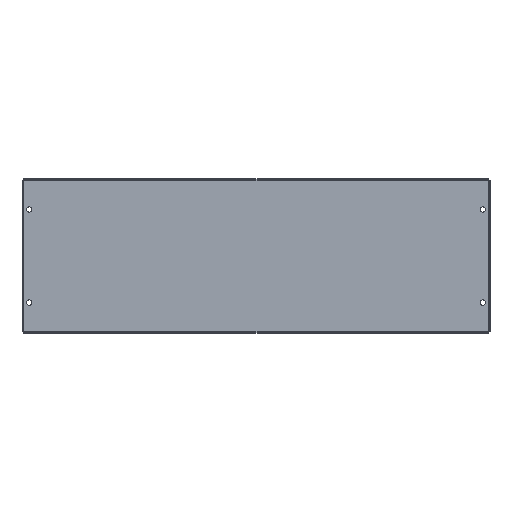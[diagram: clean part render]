
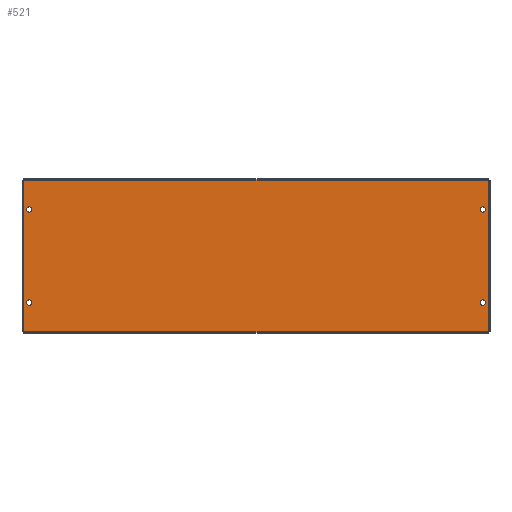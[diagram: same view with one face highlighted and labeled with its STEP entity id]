
A CAD part, top view. The second image highlights one B-rep face of the part: STEP entity #521.
In plain terms, the highlighted planar face has unit normal (0, 0, 1).
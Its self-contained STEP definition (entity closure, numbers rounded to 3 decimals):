
#3 = EDGE_CURVE ( 'NONE', #952, #21, #714, .T. ) ;
#6 = VECTOR ( 'NONE', #1103, 1000. ) ;
#10 = AXIS2_PLACEMENT_3D ( 'NONE', #792, #873, #592 ) ;
#21 = VERTEX_POINT ( 'NONE', #962 ) ;
#84 = CIRCLE ( 'NONE', #10, 3.25 ) ;
#127 = CARTESIAN_POINT ( 'NONE',  ( 561.85, 35.75, 0. ) ) ;
#131 = ORIENTED_EDGE ( 'NONE', *, *, #805, .T. ) ;
#135 = VECTOR ( 'NONE', #663, 1000. ) ;
#139 = CARTESIAN_POINT ( 'NONE',  ( 0., 0., 0. ) ) ;
#165 = CARTESIAN_POINT ( 'NONE',  ( 572., 0., 0. ) ) ;
#183 = DIRECTION ( 'NONE',  ( -1., 0., 0. ) ) ;
#207 = ORIENTED_EDGE ( 'NONE', *, *, #777, .T. ) ;
#223 = AXIS2_PLACEMENT_3D ( 'NONE', #914, #809, #415 ) ;
#270 = VERTEX_POINT ( 'NONE', #165 ) ;
#285 = PLANE ( 'NONE',  #1281 ) ;
#287 = DIRECTION ( 'NONE',  ( -1., 0., 0. ) ) ;
#289 = EDGE_LOOP ( 'NONE', ( #1104, #748 ) ) ;
#297 = VERTEX_POINT ( 'NONE', #423 ) ;
#315 = CIRCLE ( 'NONE', #593, 3.25 ) ;
#318 = AXIS2_PLACEMENT_3D ( 'NONE', #904, #1195, #287 ) ;
#320 = DIRECTION ( 'NONE',  ( 0., 0., -1. ) ) ;
#324 = ORIENTED_EDGE ( 'NONE', *, *, #785, .T. ) ;
#356 = VERTEX_POINT ( 'NONE', #866 ) ;
#360 = CIRCLE ( 'NONE', #318, 3.25 ) ;
#362 = CIRCLE ( 'NONE', #223, 3.25 ) ;
#367 = DIRECTION ( 'NONE',  ( 1., 0., 0. ) ) ;
#379 = CIRCLE ( 'NONE', #483, 3.25 ) ;
#390 = DIRECTION ( 'NONE',  ( -1., 0., 0. ) ) ;
#404 = ORIENTED_EDGE ( 'NONE', *, *, #1296, .T. ) ;
#406 = EDGE_LOOP ( 'NONE', ( #1060, #1283 ) ) ;
#415 = DIRECTION ( 'NONE',  ( -1., 0., 0. ) ) ;
#423 = CARTESIAN_POINT ( 'NONE',  ( 10.15, 150.25, 0. ) ) ;
#451 = DIRECTION ( 'NONE',  ( 0., 0., -1. ) ) ;
#463 = VERTEX_POINT ( 'NONE', #1193 ) ;
#483 = AXIS2_PLACEMENT_3D ( 'NONE', #634, #451, #1048 ) ;
#499 = EDGE_CURVE ( 'NONE', #270, #356, #501, .T. ) ;
#501 = LINE ( 'NONE', #882, #6 ) ;
#503 = CARTESIAN_POINT ( 'NONE',  ( 3.65, 35.75, 0. ) ) ;
#510 = CARTESIAN_POINT ( 'NONE',  ( 6.9, 150.25, 0. ) ) ;
#521 = ADVANCED_FACE ( 'NONE', ( #664, #1183, #778, #568, #1085 ), #285, .F. ) ;
#556 = CARTESIAN_POINT ( 'NONE',  ( 0., 186., 0. ) ) ;
#562 = CARTESIAN_POINT ( 'NONE',  ( 6.9, 35.75, 0. ) ) ;
#568 = FACE_BOUND ( 'NONE', #406, .T. ) ;
#572 = CIRCLE ( 'NONE', #1192, 3.25 ) ;
#575 = DIRECTION ( 'NONE',  ( 0., 0., -1. ) ) ;
#591 = EDGE_CURVE ( 'NONE', #707, #1106, #84, .T. ) ;
#592 = DIRECTION ( 'NONE',  ( -1., 0., 0. ) ) ;
#593 = AXIS2_PLACEMENT_3D ( 'NONE', #776, #1188, #390 ) ;
#634 = CARTESIAN_POINT ( 'NONE',  ( 565.1, 150.25, 0. ) ) ;
#663 = DIRECTION ( 'NONE',  ( 0., -1., 0. ) ) ;
#664 = FACE_BOUND ( 'NONE', #289, .T. ) ;
#670 = EDGE_CURVE ( 'NONE', #463, #1010, #315, .T. ) ;
#683 = CARTESIAN_POINT ( 'NONE',  ( 568.35, 150.25, 0. ) ) ;
#698 = CIRCLE ( 'NONE', #864, 3.25 ) ;
#707 = VERTEX_POINT ( 'NONE', #127 ) ;
#714 = CIRCLE ( 'NONE', #1109, 3.25 ) ;
#725 = LINE ( 'NONE', #1269, #884 ) ;
#748 = ORIENTED_EDGE ( 'NONE', *, *, #670, .T. ) ;
#752 = LINE ( 'NONE', #139, #135 ) ;
#776 = CARTESIAN_POINT ( 'NONE',  ( 6.9, 35.75, 0. ) ) ;
#777 = EDGE_CURVE ( 'NONE', #21, #952, #379, .T. ) ;
#778 = FACE_BOUND ( 'NONE', #985, .T. ) ;
#785 = EDGE_CURVE ( 'NONE', #859, #1086, #752, .T. ) ;
#792 = CARTESIAN_POINT ( 'NONE',  ( 565.1, 35.75, 0. ) ) ;
#805 = EDGE_CURVE ( 'NONE', #356, #859, #725, .T. ) ;
#809 = DIRECTION ( 'NONE',  ( 0., 0., -1. ) ) ;
#826 = ORIENTED_EDGE ( 'NONE', *, *, #1092, .T. ) ;
#859 = VERTEX_POINT ( 'NONE', #556 ) ;
#864 = AXIS2_PLACEMENT_3D ( 'NONE', #562, #1278, #183 ) ;
#866 = CARTESIAN_POINT ( 'NONE',  ( 572., 186., 0. ) ) ;
#867 = CARTESIAN_POINT ( 'NONE',  ( 0., 0., 0. ) ) ;
#873 = DIRECTION ( 'NONE',  ( 0., 0., -1. ) ) ;
#882 = CARTESIAN_POINT ( 'NONE',  ( 572., 0., 0. ) ) ;
#884 = VECTOR ( 'NONE', #1155, 1000. ) ;
#904 = CARTESIAN_POINT ( 'NONE',  ( 6.9, 150.25, 0. ) ) ;
#914 = CARTESIAN_POINT ( 'NONE',  ( 565.1, 35.75, 0. ) ) ;
#918 = CARTESIAN_POINT ( 'NONE',  ( 3.65, 150.25, 0. ) ) ;
#924 = ORIENTED_EDGE ( 'NONE', *, *, #1002, .T. ) ;
#952 = VERTEX_POINT ( 'NONE', #683 ) ;
#962 = CARTESIAN_POINT ( 'NONE',  ( 561.85, 150.25, 0. ) ) ;
#974 = DIRECTION ( 'NONE',  ( -1., 0., 0. ) ) ;
#975 = LINE ( 'NONE', #1272, #1058 ) ;
#985 = EDGE_LOOP ( 'NONE', ( #404, #924 ) ) ;
#1002 = EDGE_CURVE ( 'NONE', #297, #1194, #360, .T. ) ;
#1010 = VERTEX_POINT ( 'NONE', #503 ) ;
#1048 = DIRECTION ( 'NONE',  ( -1., 0., 0. ) ) ;
#1054 = EDGE_CURVE ( 'NONE', #1010, #463, #698, .T. ) ;
#1058 = VECTOR ( 'NONE', #367, 1000. ) ;
#1060 = ORIENTED_EDGE ( 'NONE', *, *, #591, .T. ) ;
#1085 = FACE_OUTER_BOUND ( 'NONE', #1259, .T. ) ;
#1086 = VERTEX_POINT ( 'NONE', #867 ) ;
#1092 = EDGE_CURVE ( 'NONE', #1086, #270, #975, .T. ) ;
#1093 = CARTESIAN_POINT ( 'NONE',  ( 0., 0., 0. ) ) ;
#1098 = DIRECTION ( 'NONE',  ( 0., 0., -1. ) ) ;
#1103 = DIRECTION ( 'NONE',  ( 0., 1., 0. ) ) ;
#1104 = ORIENTED_EDGE ( 'NONE', *, *, #1054, .T. ) ;
#1106 = VERTEX_POINT ( 'NONE', #1111 ) ;
#1109 = AXIS2_PLACEMENT_3D ( 'NONE', #1279, #1098, #1170 ) ;
#1111 = CARTESIAN_POINT ( 'NONE',  ( 568.35, 35.75, 0. ) ) ;
#1113 = EDGE_LOOP ( 'NONE', ( #207, #1245 ) ) ;
#1155 = DIRECTION ( 'NONE',  ( -1., 0., 0. ) ) ;
#1170 = DIRECTION ( 'NONE',  ( -1., 0., 0. ) ) ;
#1183 = FACE_BOUND ( 'NONE', #1113, .T. ) ;
#1188 = DIRECTION ( 'NONE',  ( 0., 0., -1. ) ) ;
#1192 = AXIS2_PLACEMENT_3D ( 'NONE', #510, #320, #1224 ) ;
#1193 = CARTESIAN_POINT ( 'NONE',  ( 10.15, 35.75, 0. ) ) ;
#1194 = VERTEX_POINT ( 'NONE', #918 ) ;
#1195 = DIRECTION ( 'NONE',  ( 0., 0., -1. ) ) ;
#1197 = EDGE_CURVE ( 'NONE', #1106, #707, #362, .T. ) ;
#1207 = ORIENTED_EDGE ( 'NONE', *, *, #499, .T. ) ;
#1224 = DIRECTION ( 'NONE',  ( -1., 0., 0. ) ) ;
#1245 = ORIENTED_EDGE ( 'NONE', *, *, #3, .T. ) ;
#1259 = EDGE_LOOP ( 'NONE', ( #324, #826, #1207, #131 ) ) ;
#1269 = CARTESIAN_POINT ( 'NONE',  ( 0., 186., 0. ) ) ;
#1272 = CARTESIAN_POINT ( 'NONE',  ( 0., 0., 0. ) ) ;
#1278 = DIRECTION ( 'NONE',  ( 0., 0., -1. ) ) ;
#1279 = CARTESIAN_POINT ( 'NONE',  ( 565.1, 150.25, 0. ) ) ;
#1281 = AXIS2_PLACEMENT_3D ( 'NONE', #1093, #575, #974 ) ;
#1283 = ORIENTED_EDGE ( 'NONE', *, *, #1197, .T. ) ;
#1296 = EDGE_CURVE ( 'NONE', #1194, #297, #572, .T. ) ;
